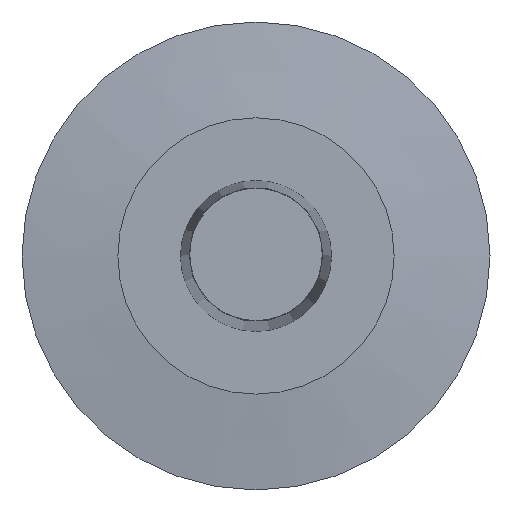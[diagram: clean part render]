
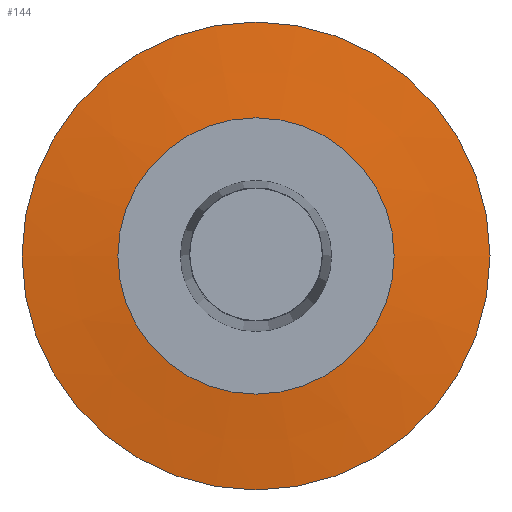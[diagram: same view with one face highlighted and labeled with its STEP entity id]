
A CAD part, top view. The second image highlights one B-rep face of the part: STEP entity #144.
In plain terms, the highlighted conical face has half-angle 83.234 degrees and reference radius 15.757 mm.
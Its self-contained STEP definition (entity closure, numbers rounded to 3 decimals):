
#97 = PLANE('',#98);
#98 = AXIS2_PLACEMENT_3D('',#99,#100,#101);
#99 = CARTESIAN_POINT('',(15.757,43.846,0.766
    ));
#100 = DIRECTION('',(0.,0.,1.));
#101 = DIRECTION('',(1.,0.,-0.));
#113 = EDGE_CURVE('',#114,#114,#116,.T.);
#114 = VERTEX_POINT('',#115);
#115 = CARTESIAN_POINT('',(25.06,43.846,
    0.766));
#116 = SURFACE_CURVE('',#117,(#122,#129),.PCURVE_S1.);
#117 = CIRCLE('',#118,9.304);
#118 = AXIS2_PLACEMENT_3D('',#119,#120,#121);
#119 = CARTESIAN_POINT('',(15.757,43.846,
    0.766));
#120 = DIRECTION('',(0.,0.,1.));
#121 = DIRECTION('',(1.,0.,-0.));
#122 = PCURVE('',#97,#123);
#123 = DEFINITIONAL_REPRESENTATION('',(#124),#128);
#124 = CIRCLE('',#125,9.304);
#125 = AXIS2_PLACEMENT_2D('',#126,#127);
#126 = CARTESIAN_POINT('',(0.,0.));
#127 = DIRECTION('',(1.,0.));
#128 = ( GEOMETRIC_REPRESENTATION_CONTEXT(2) 
PARAMETRIC_REPRESENTATION_CONTEXT() REPRESENTATION_CONTEXT('2D SPACE',''
  ) );
#129 = PCURVE('',#130,#135);
#130 = CONICAL_SURFACE('',#131,15.757,1.453);
#131 = AXIS2_PLACEMENT_3D('',#132,#133,#134);
#132 = CARTESIAN_POINT('',(15.757,43.846,0.));
#133 = DIRECTION('',(-0.,-0.,-1.));
#134 = DIRECTION('',(1.,0.,-0.));
#135 = DEFINITIONAL_REPRESENTATION('',(#136),#140);
#136 = LINE('',#137,#138);
#137 = CARTESIAN_POINT('',(-0.,-0.766));
#138 = VECTOR('',#139,1.);
#139 = DIRECTION('',(-1.,-0.));
#140 = ( GEOMETRIC_REPRESENTATION_CONTEXT(2) 
PARAMETRIC_REPRESENTATION_CONTEXT() REPRESENTATION_CONTEXT('2D SPACE',''
  ) );
#144 = ADVANCED_FACE('',(#145),#130,.T.);
#145 = FACE_BOUND('',#146,.T.);
#146 = EDGE_LOOP('',(#147,#170,#171,#172,#201));
#147 = ORIENTED_EDGE('',*,*,#148,.T.);
#148 = EDGE_CURVE('',#149,#114,#151,.T.);
#149 = VERTEX_POINT('',#150);
#150 = CARTESIAN_POINT('',(31.513,43.846,0.));
#151 = SEAM_CURVE('',#152,(#156,#163),.PCURVE_S1.);
#152 = LINE('',#153,#154);
#153 = CARTESIAN_POINT('',(31.513,43.846,0.));
#154 = VECTOR('',#155,1.);
#155 = DIRECTION('',(-0.993,0.,0.118)
  );
#156 = PCURVE('',#130,#157);
#157 = DEFINITIONAL_REPRESENTATION('',(#158),#162);
#158 = LINE('',#159,#160);
#159 = CARTESIAN_POINT('',(-6.283,0.));
#160 = VECTOR('',#161,1.);
#161 = DIRECTION('',(-0.,-1.));
#162 = ( GEOMETRIC_REPRESENTATION_CONTEXT(2) 
PARAMETRIC_REPRESENTATION_CONTEXT() REPRESENTATION_CONTEXT('2D SPACE',''
  ) );
#163 = PCURVE('',#130,#164);
#164 = DEFINITIONAL_REPRESENTATION('',(#165),#169);
#165 = LINE('',#166,#167);
#166 = CARTESIAN_POINT('',(0.,-0.));
#167 = VECTOR('',#168,1.);
#168 = DIRECTION('',(-0.,-1.));
#169 = ( GEOMETRIC_REPRESENTATION_CONTEXT(2) 
PARAMETRIC_REPRESENTATION_CONTEXT() REPRESENTATION_CONTEXT('2D SPACE',''
  ) );
#170 = ORIENTED_EDGE('',*,*,#113,.F.);
#171 = ORIENTED_EDGE('',*,*,#148,.F.);
#172 = ORIENTED_EDGE('',*,*,#173,.T.);
#173 = EDGE_CURVE('',#149,#174,#176,.T.);
#174 = VERTEX_POINT('',#175);
#175 = CARTESIAN_POINT('',(0.,43.846,0.));
#176 = SURFACE_CURVE('',#177,(#182,#189),.PCURVE_S1.);
#177 = CIRCLE('',#178,15.757);
#178 = AXIS2_PLACEMENT_3D('',#179,#180,#181);
#179 = CARTESIAN_POINT('',(15.757,43.846,0.));
#180 = DIRECTION('',(0.,0.,1.));
#181 = DIRECTION('',(1.,0.,-0.));
#182 = PCURVE('',#130,#183);
#183 = DEFINITIONAL_REPRESENTATION('',(#184),#188);
#184 = LINE('',#185,#186);
#185 = CARTESIAN_POINT('',(-0.,-0.));
#186 = VECTOR('',#187,1.);
#187 = DIRECTION('',(-1.,-0.));
#188 = ( GEOMETRIC_REPRESENTATION_CONTEXT(2) 
PARAMETRIC_REPRESENTATION_CONTEXT() REPRESENTATION_CONTEXT('2D SPACE',''
  ) );
#189 = PCURVE('',#190,#195);
#190 = PLANE('',#191);
#191 = AXIS2_PLACEMENT_3D('',#192,#193,#194);
#192 = CARTESIAN_POINT('',(0.,0.,0.));
#193 = DIRECTION('',(0.,0.,1.));
#194 = DIRECTION('',(1.,0.,-0.));
#195 = DEFINITIONAL_REPRESENTATION('',(#196),#200);
#196 = CIRCLE('',#197,15.757);
#197 = AXIS2_PLACEMENT_2D('',#198,#199);
#198 = CARTESIAN_POINT('',(15.757,43.846));
#199 = DIRECTION('',(1.,0.));
#200 = ( GEOMETRIC_REPRESENTATION_CONTEXT(2) 
PARAMETRIC_REPRESENTATION_CONTEXT() REPRESENTATION_CONTEXT('2D SPACE',''
  ) );
#201 = ORIENTED_EDGE('',*,*,#202,.T.);
#202 = EDGE_CURVE('',#174,#149,#203,.T.);
#203 = SURFACE_CURVE('',#204,(#209,#216),.PCURVE_S1.);
#204 = CIRCLE('',#205,15.757);
#205 = AXIS2_PLACEMENT_3D('',#206,#207,#208);
#206 = CARTESIAN_POINT('',(15.757,43.846,0.));
#207 = DIRECTION('',(0.,0.,1.));
#208 = DIRECTION('',(1.,0.,-0.));
#209 = PCURVE('',#130,#210);
#210 = DEFINITIONAL_REPRESENTATION('',(#211),#215);
#211 = LINE('',#212,#213);
#212 = CARTESIAN_POINT('',(-0.,-0.));
#213 = VECTOR('',#214,1.);
#214 = DIRECTION('',(-1.,-0.));
#215 = ( GEOMETRIC_REPRESENTATION_CONTEXT(2) 
PARAMETRIC_REPRESENTATION_CONTEXT() REPRESENTATION_CONTEXT('2D SPACE',''
  ) );
#216 = PCURVE('',#190,#217);
#217 = DEFINITIONAL_REPRESENTATION('',(#218),#222);
#218 = CIRCLE('',#219,15.757);
#219 = AXIS2_PLACEMENT_2D('',#220,#221);
#220 = CARTESIAN_POINT('',(15.757,43.846));
#221 = DIRECTION('',(1.,0.));
#222 = ( GEOMETRIC_REPRESENTATION_CONTEXT(2) 
PARAMETRIC_REPRESENTATION_CONTEXT() REPRESENTATION_CONTEXT('2D SPACE',''
  ) );
